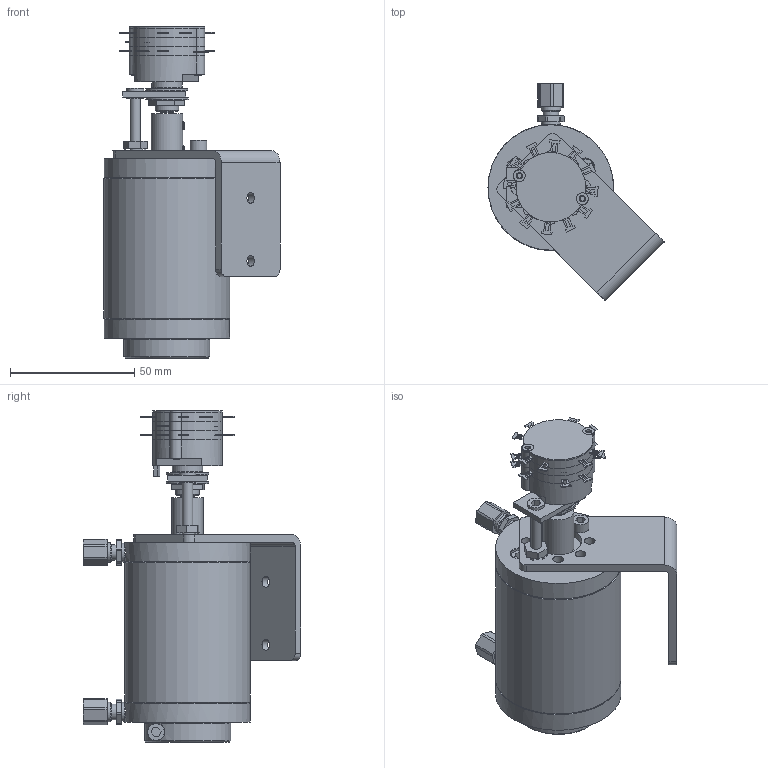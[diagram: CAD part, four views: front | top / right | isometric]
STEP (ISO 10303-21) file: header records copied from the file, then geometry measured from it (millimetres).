
FILE_DESCRIPTION((''),'2;1');
FILE_NAME('312357-A4S Air actuator 4 mpos for standoff.stp','2013-08-14T13:40:50',('Franzp'),(''),'Autodesk Inventor 2013','Autodesk Inventor 2013','');
FILE_SCHEMA(('AUTOMOTIVE_DESIGN { 1 0 10303 214 1 1 1 1 }'));
Length unit declared in the file: millimetre
Products named in the file (1): 312357_Shrinkwrap_1
Bounding box: 70.96 x 87.65 x 133.79 mm (x, y, z)
Surface area: 38935.2 mm2 (no closed solid volume)
Topology: 0 solids, 82 shells, 334 faces, 1500 edges, 1244 vertices
Faces by surface type: plane 215, cylinder 101, cone 16, bspline 2
Full cylindrical faces by diameter (mm): 1.9 x2, 3.3 x3, 3.302 x1, 3.505 x2, 4.166 x2, 4.32 x8, 5.4 x1, 6.3 x2, 6.6 x1, 6.7 x2, 6.8 x1, 7 x1, 7.14 x2, 7.65 x2, 7.938 x2, 9.525 x1, 12.2 x1, 12.7 x1, 17.1 x2, 19.075 x1, 50.54 x2, 50.69 x1
Entity records: 16118 total; most frequent: CARTESIAN_POINT 3320, DIRECTION 2454, ORIENTED_EDGE 1940, EDGE_CURVE 1429, VERTEX_POINT 1230, VECTOR 1030, LINE 1030, AXIS2_PLACEMENT_3D 712
